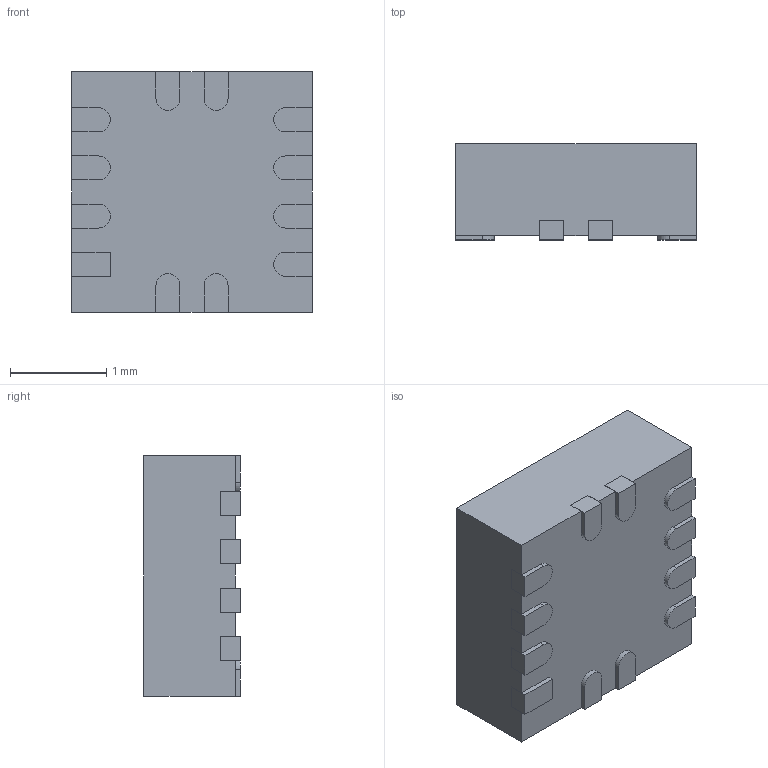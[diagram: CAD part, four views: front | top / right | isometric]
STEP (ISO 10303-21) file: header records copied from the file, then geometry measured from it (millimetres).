
FILE_DESCRIPTION (( 'STEP AP214' ), '1' );
FILE_NAME ('TPS63051RMWR.STEP', '2023-12-26T22:29:43', ( '' ), ( '' ), 'SwSTEP 2.0', 'SolidWorks 2021', '' );
FILE_SCHEMA (( 'AUTOMOTIVE_DESIGN' ));
Length unit declared in the file: millimetre
Products named in the file (1): TPS63051RMWR
Bounding box: 2.5 x 1 x 2.5 mm (x, y, z)
Volume: 6 mm3; surface area: 28.6 mm2
Topology: 14 solids, 14 shells, 140 faces, 332 edges, 221 vertices
Faces by surface type: plane 108, cylinder 32
Entity records: 4164 total; most frequent: CARTESIAN_POINT 694, DIRECTION 679, ORIENTED_EDGE 664, EDGE_CURVE 332, LINE 267, VECTOR 267, VERTEX_POINT 221, AXIS2_PLACEMENT_3D 206
